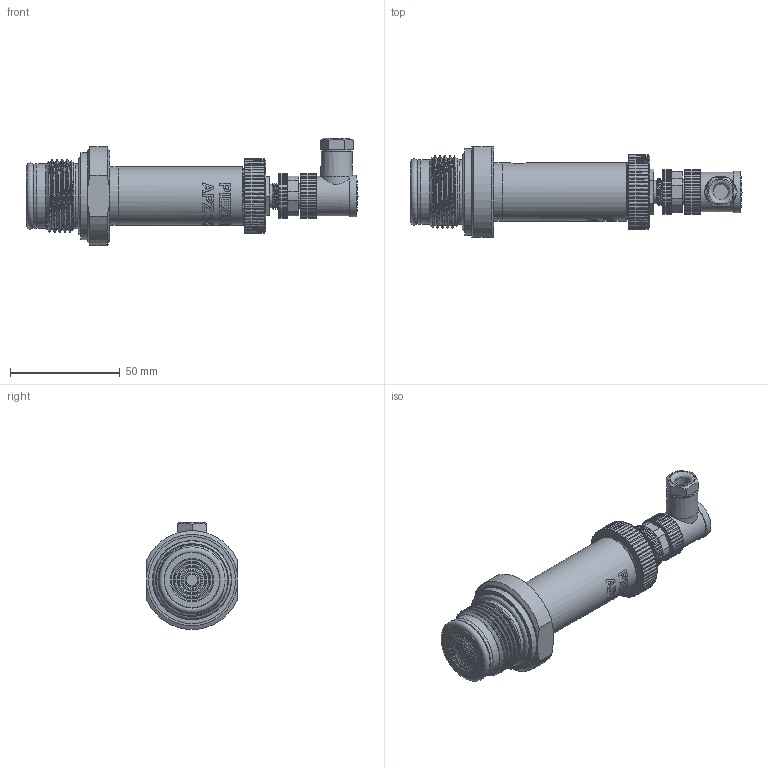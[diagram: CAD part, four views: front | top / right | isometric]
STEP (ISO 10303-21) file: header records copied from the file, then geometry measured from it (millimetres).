
FILE_DESCRIPTION(/* description */ (''),/* implementation_level */ '2;1');
FILE_NAME(/* name */ 'APZ3420s_G1-solidflush_M12x1-angular.step',/* time_stamp */ '2022-05-06T09:49:14+03:00',/* author */ (''),/* organization */ (''),/* preprocessor_version */ 'ST-DEVELOPER v18.1',/* originating_system */ 'Autodesk Translation Framework v10.14.0.1471',/* authorisation */ '');
FILE_SCHEMA (('AUTOMOTIVE_DESIGN { 1 0 10303 214 3 1 1 }'));
Products named in the file (6): АПЗ 3420S заполненная; Nut M27x1.5; M12x1 male; M12x1 female angular; shell; G1'' EHEDG
Assembly tree (4 placements, depth 2):
  АПЗ 3420S заполненная
    Nut M27x1.5
    M12x1 male
    M12x1 female angular
    shell
  G1'' EHEDG
Bounding box: 151.07 x 41 x 48.7 mm (x, y, z)
Volume: 92831.7 mm3; surface area: 31173.6 mm2
Topology: 18 solids, 19 shells, 1025 faces, 2822 edges, 1892 vertices
Faces by surface type: bspline 425, cylinder 335, plane 217, torus 24, cone 23, sphere 1
Full cylindrical faces by diameter (mm): 1 x12, 1.5 x4, 2 x2, 7 x1, 8 x1, 8.2 x1, 9.471 x2, 10.6 x2, 10.741 x6, 11.035 x4, 11.156 x1, 11.884 x5, 12.152 x4, 13 x1, 14 x1, 14.137 x4, 14.526 x3, 15.85 x3, 16.203 x3, 18 x1, 19 x1, 21.4 x2, 22.3 x1, 22.5 x2, 24.5 x4, 25.132 x4, 25.437 x1, 25.526 x4, 26.5 x6, 27.208 x5
Entity records: 72893 total; most frequent: CARTESIAN_POINT 49252, ORIENTED_EDGE 5644, DIRECTION 3634, EDGE_CURVE 2822, VERTEX_POINT 1892, AXIS2_PLACEMENT_3D 1292, EDGE_LOOP 1099, B_SPLINE_CURVE_WITH_KNOTS 1070
